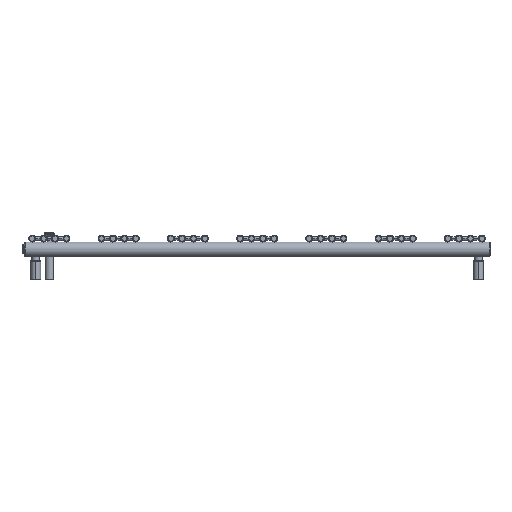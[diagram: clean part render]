
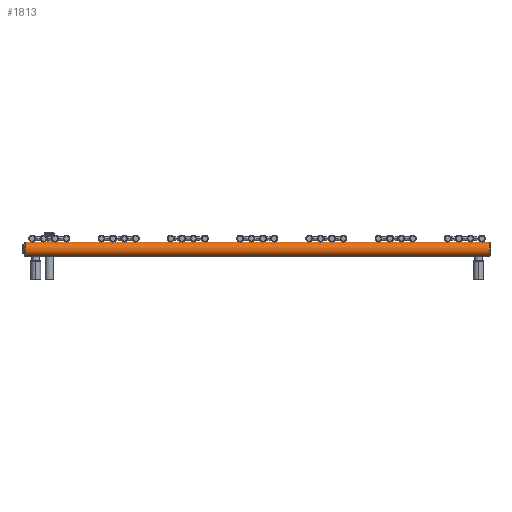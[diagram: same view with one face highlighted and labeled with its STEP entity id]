
A CAD part, left-side view. The second image highlights one B-rep face of the part: STEP entity #1813.
In plain terms, the highlighted cylindrical face has radius 19 mm (diameter 38 mm), a partial arc.
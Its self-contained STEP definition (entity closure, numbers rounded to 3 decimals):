
#1578=CARTESIAN_POINT('',(19.,1222.,0.));
#1579=DIRECTION('',(0.,1.,0.));
#1580=DIRECTION('',(0.,0.,-1.));
#1581=AXIS2_PLACEMENT_3D('',#1578,#1579,#1580);
#1586=CARTESIAN_POINT('',(19.,2.,0.));
#1587=DIRECTION('',(0.,-1.,0.));
#1588=DIRECTION('',(0.,0.,1.));
#1589=AXIS2_PLACEMENT_3D('',#1586,#1587,#1588);
#1594=DIRECTION('',(0.,1.,0.));
#1595=VECTOR('',#1594,1220.);
#1596=CARTESIAN_POINT('',(19.,2.,-19.));
#1597=LINE('',#1596,#1595);
#1649=DIRECTION('',(0.,1.,0.));
#1650=VECTOR('',#1649,1220.);
#1651=CARTESIAN_POINT('',(19.,2.,19.));
#1652=LINE('',#1651,#1650);
#1714=CARTESIAN_POINT('',(19.,1222.,-19.));
#1715=CARTESIAN_POINT('',(19.,1222.,19.));
#1716=VERTEX_POINT('',#1714);
#1717=VERTEX_POINT('',#1715);
#1722=CARTESIAN_POINT('',(19.,2.,-19.));
#1723=CARTESIAN_POINT('',(19.,2.,19.));
#1724=VERTEX_POINT('',#1722);
#1725=VERTEX_POINT('',#1723);
#1799=CARTESIAN_POINT('',(19.,0.,0.));
#1800=DIRECTION('',(0.,1.,0.));
#1801=DIRECTION('',(0.,0.,1.));
#1802=AXIS2_PLACEMENT_3D('',#1799,#1800,#1801);
#1803=CYLINDRICAL_SURFACE('',#1802,19.);
#1805=ORIENTED_EDGE('',*,*,#1804,.T.);
#1807=ORIENTED_EDGE('',*,*,#1806,.F.);
#1808=ORIENTED_EDGE('',*,*,#1793,.T.);
#1810=ORIENTED_EDGE('',*,*,#1809,.T.);
#1811=EDGE_LOOP('',(#1805,#1807,#1808,#1810));
#1812=FACE_OUTER_BOUND('',#1811,.F.);
#1582=CIRCLE('',#1581,19.);
#1590=CIRCLE('',#1589,19.);
#1793=EDGE_CURVE('',#1725,#1724,#1590,.T.);
#1804=EDGE_CURVE('',#1716,#1717,#1582,.T.);
#1806=EDGE_CURVE('',#1725,#1717,#1652,.T.);
#1809=EDGE_CURVE('',#1724,#1716,#1597,.T.);
#1813=ADVANCED_FACE('',(#1812),#1803,.T.);
